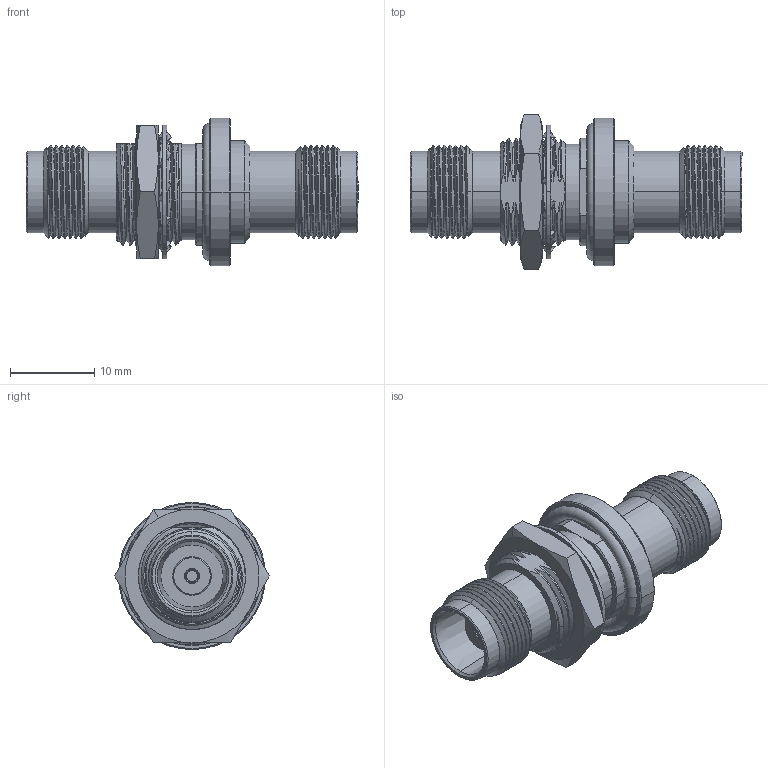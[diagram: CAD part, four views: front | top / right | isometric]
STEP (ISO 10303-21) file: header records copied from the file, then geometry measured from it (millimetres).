
FILE_DESCRIPTION (( 'STEP AP203' ), '1' );
FILE_NAME ('PE9624.step', '2019-02-26T22:00:57', ( '' ), ( '' ), 'SwSTEP 2.0', 'SolidWorks 2017', '' );
FILE_SCHEMA (( 'CONFIG_CONTROL_DESIGN' ));
Length unit declared in the file: inch
Products named in the file (1): PE9624
Bounding box: 39.37 x 18.33 x 17.47 mm (x, y, z)
Volume: 3618.7 mm3; surface area: 3823.7 mm2
Topology: 4 solids, 4 shells, 353 faces, 956 edges, 626 vertices
Faces by surface type: cylinder 113, plane 90, bspline 78, cone 68, torus 4
Entity records: 25196 total; most frequent: CARTESIAN_POINT 17242, ORIENTED_EDGE 1912, DIRECTION 1336, EDGE_CURVE 956, VERTEX_POINT 626, AXIS2_PLACEMENT_3D 505, EDGE_LOOP 374, FACE_OUTER_BOUND 353
